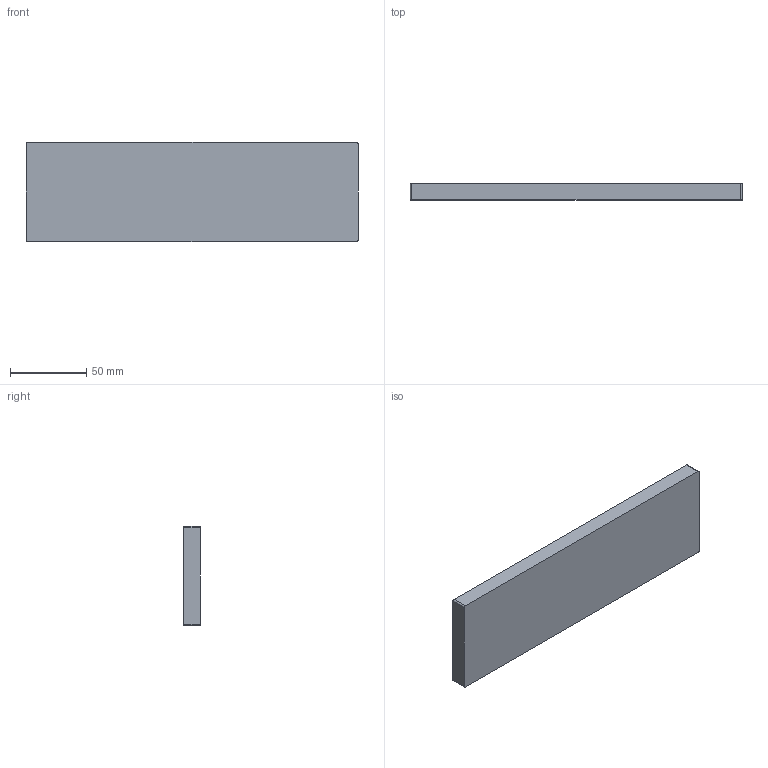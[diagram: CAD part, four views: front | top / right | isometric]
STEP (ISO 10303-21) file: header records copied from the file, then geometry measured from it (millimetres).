
FILE_DESCRIPTION(/* description */ (''),/* implementation_level */ '2;1');
FILE_NAME(/* name */ 'MilledCaseRev0.step',/* time_stamp */ '2017-01-28T13:35:15-08:00',/* author */ (''),/* organization */ (''),/* preprocessor_version */ 'ST-DEVELOPER v16.5',/* originating_system */ 'Autodesk Translation Framework v5.2.0.2920',/* authorisation */ '');
FILE_SCHEMA (('AUTOMOTIVE_DESIGN { 1 0 10303 214 3 1 1 }'));
Length unit declared in the file: millimetre
Products named in the file (1): Milled Case
Bounding box: 217.55 x 10.5 x 65.15 mm (x, y, z)
Volume: 59773 mm3; surface area: 38775.2 mm2
Topology: 1 solids, 1 shells, 50 faces, 102 edges, 66 vertices
Faces by surface type: plane 26, cylinder 18, torus 6
Full cylindrical faces by diameter (mm): 1.623 x6, 4 x6
Entity records: 1263 total; most frequent: DIRECTION 228, CARTESIAN_POINT 201, ORIENTED_EDGE 168, AXIS2_PLACEMENT_3D 93, EDGE_CURVE 84, EDGE_LOOP 82, VERTEX_POINT 66, FACE_OUTER_BOUND 50
